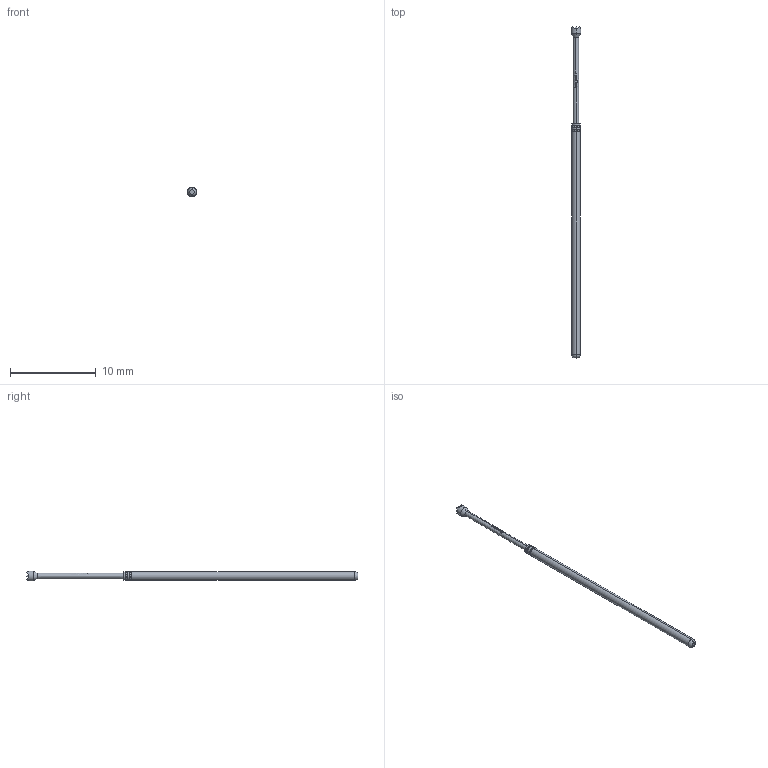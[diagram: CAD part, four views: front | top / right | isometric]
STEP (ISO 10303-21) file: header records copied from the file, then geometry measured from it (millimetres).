
FILE_DESCRIPTION (( 'STEP AP203' ), '1' );
FILE_NAME ('INGUN_GKS-035_306_115_A_xx00_LH.STEP', '2022-05-09T12:35:00', ( 'ochi' ), ( '' ), 'SwSTEP 2.0', 'SolidWorks 2018', '' );
FILE_SCHEMA (( 'CONFIG_CONTROL_DESIGN' ));
Length unit declared in the file: millimetre
Products named in the file (1): INGUN_GKS-035_306_115_A_xx00_LH
Bounding box: 1.15 x 38.8 x 1.15 mm (x, y, z)
Volume: 26.5 mm3; surface area: 115.2 mm2
Topology: 1 solids, 1 shells, 124 faces, 311 edges, 191 vertices
Faces by surface type: bspline 52, plane 38, cone 14, torus 10, cylinder 10
Entity records: 4600 total; most frequent: CARTESIAN_POINT 2145, ORIENTED_EDGE 622, EDGE_CURVE 311, DIRECTION 289, VERTEX_POINT 191, B_SPLINE_CURVE_WITH_KNOTS 174, EDGE_LOOP 126, ADVANCED_FACE 124
